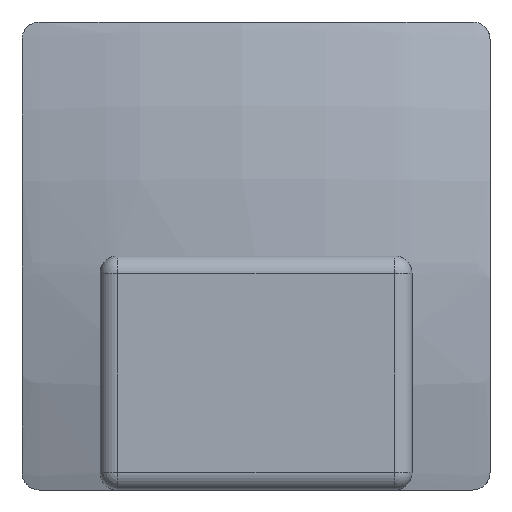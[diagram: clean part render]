
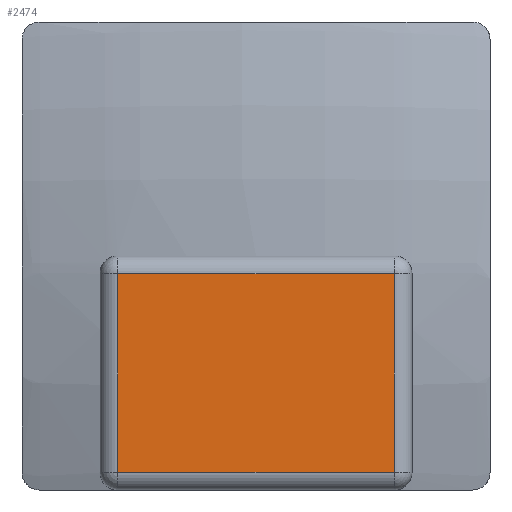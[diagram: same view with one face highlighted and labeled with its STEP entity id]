
A CAD part, front view. The second image highlights one B-rep face of the part: STEP entity #2474.
In plain terms, the highlighted planar face has unit normal (0, -1, 0).
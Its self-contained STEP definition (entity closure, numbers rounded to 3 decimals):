
#72 = CYLINDRICAL_SURFACE('',#73,3.);
#73 = AXIS2_PLACEMENT_3D('',#74,#75,#76);
#74 = CARTESIAN_POINT('',(23.667,-4.,3.));
#75 = DIRECTION('',(-1.,0.,-0.));
#76 = DIRECTION('',(0.,0.,-1.));
#650 = VERTEX_POINT('',#651);
#651 = CARTESIAN_POINT('',(23.667,-7.,3.));
#678 = EDGE_CURVE('',#650,#679,#681,.T.);
#679 = VERTEX_POINT('',#680);
#680 = CARTESIAN_POINT('',(-23.667,-7.,3.));
#681 = SURFACE_CURVE('',#682,(#686,#693),.PCURVE_S1.);
#682 = LINE('',#683,#684);
#683 = CARTESIAN_POINT('',(23.667,-7.,3.));
#684 = VECTOR('',#685,1.);
#685 = DIRECTION('',(-1.,0.,-0.));
#686 = PCURVE('',#72,#687);
#687 = DEFINITIONAL_REPRESENTATION('',(#688),#692);
#688 = LINE('',#689,#690);
#689 = CARTESIAN_POINT('',(1.571,0.));
#690 = VECTOR('',#691,1.);
#691 = DIRECTION('',(0.,1.));
#692 = ( GEOMETRIC_REPRESENTATION_CONTEXT(2) 
PARAMETRIC_REPRESENTATION_CONTEXT() REPRESENTATION_CONTEXT('2D SPACE',''
  ) );
#693 = PCURVE('',#694,#699);
#694 = PLANE('',#695);
#695 = AXIS2_PLACEMENT_3D('',#696,#697,#698);
#696 = CARTESIAN_POINT('',(-26.667,-7.,0.));
#697 = DIRECTION('',(0.,-1.,0.));
#698 = DIRECTION('',(1.,0.,0.));
#699 = DEFINITIONAL_REPRESENTATION('',(#700),#704);
#700 = LINE('',#701,#702);
#701 = CARTESIAN_POINT('',(50.333,3.));
#702 = VECTOR('',#703,1.);
#703 = DIRECTION('',(-1.,0.));
#704 = ( GEOMETRIC_REPRESENTATION_CONTEXT(2) 
PARAMETRIC_REPRESENTATION_CONTEXT() REPRESENTATION_CONTEXT('2D SPACE',''
  ) );
#2382 = CYLINDRICAL_SURFACE('',#2383,3.);
#2383 = AXIS2_PLACEMENT_3D('',#2384,#2385,#2386);
#2384 = CARTESIAN_POINT('',(-23.667,-4.,3.));
#2385 = DIRECTION('',(0.,0.,1.));
#2386 = DIRECTION('',(-1.,0.,0.));
#2461 = CYLINDRICAL_SURFACE('',#2462,3.);
#2462 = AXIS2_PLACEMENT_3D('',#2463,#2464,#2465);
#2463 = CARTESIAN_POINT('',(23.667,-4.,37.));
#2464 = DIRECTION('',(-0.,0.,-1.));
#2465 = DIRECTION('',(1.,0.,0.));
#2474 = ADVANCED_FACE('',(#2475),#694,.T.);
#2475 = FACE_BOUND('',#2476,.T.);
#2476 = EDGE_LOOP('',(#2477,#2500,#2501,#2524));
#2477 = ORIENTED_EDGE('',*,*,#2478,.F.);
#2478 = EDGE_CURVE('',#679,#2479,#2481,.T.);
#2479 = VERTEX_POINT('',#2480);
#2480 = CARTESIAN_POINT('',(-23.667,-7.,37.));
#2481 = SURFACE_CURVE('',#2482,(#2486,#2493),.PCURVE_S1.);
#2482 = LINE('',#2483,#2484);
#2483 = CARTESIAN_POINT('',(-23.667,-7.,3.));
#2484 = VECTOR('',#2485,1.);
#2485 = DIRECTION('',(0.,0.,1.));
#2486 = PCURVE('',#694,#2487);
#2487 = DEFINITIONAL_REPRESENTATION('',(#2488),#2492);
#2488 = LINE('',#2489,#2490);
#2489 = CARTESIAN_POINT('',(3.,3.));
#2490 = VECTOR('',#2491,1.);
#2491 = DIRECTION('',(0.,1.));
#2492 = ( GEOMETRIC_REPRESENTATION_CONTEXT(2) 
PARAMETRIC_REPRESENTATION_CONTEXT() REPRESENTATION_CONTEXT('2D SPACE',''
  ) );
#2493 = PCURVE('',#2382,#2494);
#2494 = DEFINITIONAL_REPRESENTATION('',(#2495),#2499);
#2495 = LINE('',#2496,#2497);
#2496 = CARTESIAN_POINT('',(1.571,0.));
#2497 = VECTOR('',#2498,1.);
#2498 = DIRECTION('',(0.,1.));
#2499 = ( GEOMETRIC_REPRESENTATION_CONTEXT(2) 
PARAMETRIC_REPRESENTATION_CONTEXT() REPRESENTATION_CONTEXT('2D SPACE',''
  ) );
#2500 = ORIENTED_EDGE('',*,*,#678,.F.);
#2501 = ORIENTED_EDGE('',*,*,#2502,.F.);
#2502 = EDGE_CURVE('',#2503,#650,#2505,.T.);
#2503 = VERTEX_POINT('',#2504);
#2504 = CARTESIAN_POINT('',(23.667,-7.,37.));
#2505 = SURFACE_CURVE('',#2506,(#2510,#2517),.PCURVE_S1.);
#2506 = LINE('',#2507,#2508);
#2507 = CARTESIAN_POINT('',(23.667,-7.,37.));
#2508 = VECTOR('',#2509,1.);
#2509 = DIRECTION('',(-0.,0.,-1.));
#2510 = PCURVE('',#694,#2511);
#2511 = DEFINITIONAL_REPRESENTATION('',(#2512),#2516);
#2512 = LINE('',#2513,#2514);
#2513 = CARTESIAN_POINT('',(50.333,37.));
#2514 = VECTOR('',#2515,1.);
#2515 = DIRECTION('',(-0.,-1.));
#2516 = ( GEOMETRIC_REPRESENTATION_CONTEXT(2) 
PARAMETRIC_REPRESENTATION_CONTEXT() REPRESENTATION_CONTEXT('2D SPACE',''
  ) );
#2517 = PCURVE('',#2461,#2518);
#2518 = DEFINITIONAL_REPRESENTATION('',(#2519),#2523);
#2519 = LINE('',#2520,#2521);
#2520 = CARTESIAN_POINT('',(1.571,0.));
#2521 = VECTOR('',#2522,1.);
#2522 = DIRECTION('',(0.,1.));
#2523 = ( GEOMETRIC_REPRESENTATION_CONTEXT(2) 
PARAMETRIC_REPRESENTATION_CONTEXT() REPRESENTATION_CONTEXT('2D SPACE',''
  ) );
#2524 = ORIENTED_EDGE('',*,*,#2525,.F.);
#2525 = EDGE_CURVE('',#2479,#2503,#2526,.T.);
#2526 = SURFACE_CURVE('',#2527,(#2531,#2538),.PCURVE_S1.);
#2527 = LINE('',#2528,#2529);
#2528 = CARTESIAN_POINT('',(-23.667,-7.,37.));
#2529 = VECTOR('',#2530,1.);
#2530 = DIRECTION('',(1.,0.,0.));
#2531 = PCURVE('',#694,#2532);
#2532 = DEFINITIONAL_REPRESENTATION('',(#2533),#2537);
#2533 = LINE('',#2534,#2535);
#2534 = CARTESIAN_POINT('',(3.,37.));
#2535 = VECTOR('',#2536,1.);
#2536 = DIRECTION('',(1.,0.));
#2537 = ( GEOMETRIC_REPRESENTATION_CONTEXT(2) 
PARAMETRIC_REPRESENTATION_CONTEXT() REPRESENTATION_CONTEXT('2D SPACE',''
  ) );
#2538 = PCURVE('',#2539,#2544);
#2539 = CYLINDRICAL_SURFACE('',#2540,3.);
#2540 = AXIS2_PLACEMENT_3D('',#2541,#2542,#2543);
#2541 = CARTESIAN_POINT('',(-23.667,-4.,37.));
#2542 = DIRECTION('',(1.,0.,0.));
#2543 = DIRECTION('',(0.,0.,1.));
#2544 = DEFINITIONAL_REPRESENTATION('',(#2545),#2549);
#2545 = LINE('',#2546,#2547);
#2546 = CARTESIAN_POINT('',(1.571,0.));
#2547 = VECTOR('',#2548,1.);
#2548 = DIRECTION('',(0.,1.));
#2549 = ( GEOMETRIC_REPRESENTATION_CONTEXT(2) 
PARAMETRIC_REPRESENTATION_CONTEXT() REPRESENTATION_CONTEXT('2D SPACE',''
  ) );
